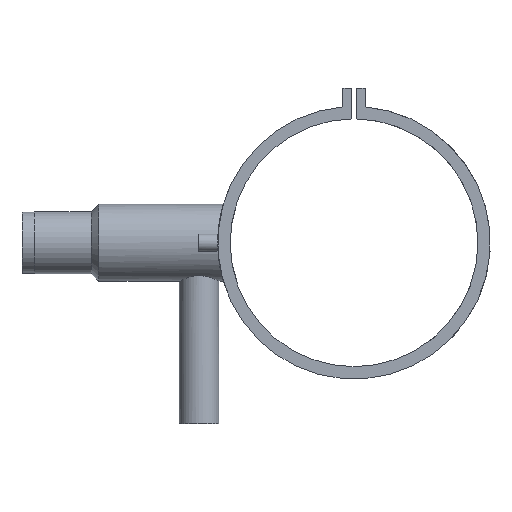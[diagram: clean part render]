
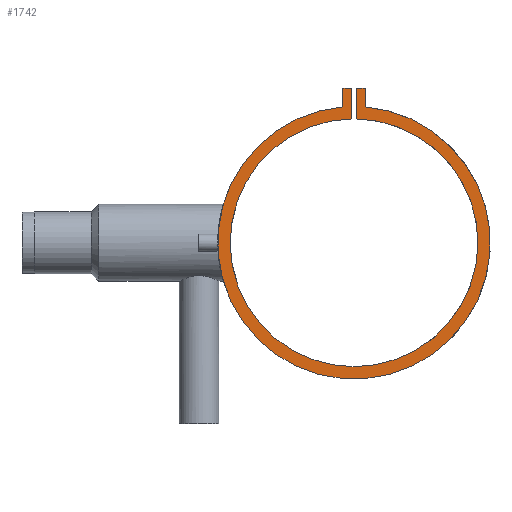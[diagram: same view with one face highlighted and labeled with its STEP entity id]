
A CAD part, left-side view. The second image highlights one B-rep face of the part: STEP entity #1742.
In plain terms, the highlighted planar face has unit normal (-1, 0, 0).
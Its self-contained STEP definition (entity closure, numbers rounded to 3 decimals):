
#64 = ORIENTED_EDGE ( 'NONE', *, *, #1754, .F. ) ;
#117 = CIRCLE ( 'NONE', #1505, 110. ) ;
#178 = VERTEX_POINT ( 'NONE', #1080 ) ;
#216 = DIRECTION ( 'NONE',  ( 0., -1., 0. ) ) ;
#221 = LINE ( 'NONE', #976, #1553 ) ;
#271 = LINE ( 'NONE', #1027, #325 ) ;
#325 = VECTOR ( 'NONE', #1777, 1000. ) ;
#328 = CARTESIAN_POINT ( 'NONE',  ( -69., -2., 124.631 ) ) ;
#380 = VERTEX_POINT ( 'NONE', #1217 ) ;
#394 = CARTESIAN_POINT ( 'NONE',  ( -69., -2., 124.631 ) ) ;
#415 = VERTEX_POINT ( 'NONE', #662 ) ;
#433 = ORIENTED_EDGE ( 'NONE', *, *, #863, .F. ) ;
#446 = ORIENTED_EDGE ( 'NONE', *, *, #826, .F. ) ;
#458 = CARTESIAN_POINT ( 'NONE',  ( -69., 0., 0. ) ) ;
#477 = VECTOR ( 'NONE', #1451, 1000. ) ;
#514 = CARTESIAN_POINT ( 'NONE',  ( -69., 9., 124.631 ) ) ;
#584 = CARTESIAN_POINT ( 'NONE',  ( -69., 9., 109.631 ) ) ;
#610 = DIRECTION ( 'NONE',  ( 1., 0., 0. ) ) ;
#644 = ORIENTED_EDGE ( 'NONE', *, *, #1019, .F. ) ;
#662 = CARTESIAN_POINT ( 'NONE',  ( -69., 9., 124.631 ) ) ;
#688 = CARTESIAN_POINT ( 'NONE',  ( -69., 0., 0. ) ) ;
#702 = CARTESIAN_POINT ( 'NONE',  ( -69., -2., 124.631 ) ) ;
#799 = VECTOR ( 'NONE', #1084, 1000. ) ;
#809 = ORIENTED_EDGE ( 'NONE', *, *, #2135, .F. ) ;
#821 = ORIENTED_EDGE ( 'NONE', *, *, #894, .F. ) ;
#826 = EDGE_CURVE ( 'NONE', #926, #1054, #916, .T. ) ;
#863 = EDGE_CURVE ( 'NONE', #1845, #178, #2392, .T. ) ;
#877 = EDGE_CURVE ( 'NONE', #1709, #415, #2203, .T. ) ;
#894 = EDGE_CURVE ( 'NONE', #1054, #1845, #2018, .T. ) ;
#916 = CIRCLE ( 'NONE', #2293, 100. ) ;
#926 = VERTEX_POINT ( 'NONE', #1094 ) ;
#976 = CARTESIAN_POINT ( 'NONE',  ( -69., -9., 124.631 ) ) ;
#1019 = EDGE_CURVE ( 'NONE', #415, #380, #1155, .T. ) ;
#1027 = CARTESIAN_POINT ( 'NONE',  ( -69., 2., 124.631 ) ) ;
#1054 = VERTEX_POINT ( 'NONE', #1917 ) ;
#1080 = CARTESIAN_POINT ( 'NONE',  ( -69., -9., 124.631 ) ) ;
#1084 = DIRECTION ( 'NONE',  ( 0., 0., 1. ) ) ;
#1094 = CARTESIAN_POINT ( 'NONE',  ( -69., 2., 99.98 ) ) ;
#1096 = EDGE_CURVE ( 'NONE', #1826, #1709, #117, .T. ) ;
#1155 = LINE ( 'NONE', #1905, #2373 ) ;
#1211 = DIRECTION ( 'NONE',  ( 1., 0., 0. ) ) ;
#1217 = CARTESIAN_POINT ( 'NONE',  ( -69., 2., 124.631 ) ) ;
#1265 = DIRECTION ( 'NONE',  ( 0., 0., 1. ) ) ;
#1313 = ORIENTED_EDGE ( 'NONE', *, *, #1096, .F. ) ;
#1363 = DIRECTION ( 'NONE',  ( 0., 0., -1. ) ) ;
#1397 = FACE_OUTER_BOUND ( 'NONE', #2146, .T. ) ;
#1438 = DIRECTION ( 'NONE',  ( -1., 0., 0. ) ) ;
#1451 = DIRECTION ( 'NONE',  ( 0., -1., 0. ) ) ;
#1505 = AXIS2_PLACEMENT_3D ( 'NONE', #2303, #610, #1363 ) ;
#1553 = VECTOR ( 'NONE', #1722, 1000. ) ;
#1709 = VERTEX_POINT ( 'NONE', #584 ) ;
#1722 = DIRECTION ( 'NONE',  ( 0., 0., -1. ) ) ;
#1742 = ADVANCED_FACE ( 'NONE', ( #1397 ), #2147, .F. ) ;
#1754 = EDGE_CURVE ( 'NONE', #380, #926, #271, .T. ) ;
#1777 = DIRECTION ( 'NONE',  ( 0., 0., -1. ) ) ;
#1826 = VERTEX_POINT ( 'NONE', #2459 ) ;
#1845 = VERTEX_POINT ( 'NONE', #394 ) ;
#1854 = VECTOR ( 'NONE', #1265, 1000. ) ;
#1905 = CARTESIAN_POINT ( 'NONE',  ( -69., 9., 124.631 ) ) ;
#1917 = CARTESIAN_POINT ( 'NONE',  ( -69., -2., 99.98 ) ) ;
#1960 = ORIENTED_EDGE ( 'NONE', *, *, #877, .F. ) ;
#1961 = DIRECTION ( 'NONE',  ( 0., 0., -1. ) ) ;
#2018 = LINE ( 'NONE', #328, #799 ) ;
#2135 = EDGE_CURVE ( 'NONE', #178, #1826, #221, .T. ) ;
#2146 = EDGE_LOOP ( 'NONE', ( #1313, #809, #433, #821, #446, #64, #644, #1960 ) ) ;
#2147 = PLANE ( 'NONE',  #2453 ) ;
#2189 = DIRECTION ( 'NONE',  ( 0., 0., -1. ) ) ;
#2203 = LINE ( 'NONE', #514, #1854 ) ;
#2293 = AXIS2_PLACEMENT_3D ( 'NONE', #688, #1438, #2189 ) ;
#2303 = CARTESIAN_POINT ( 'NONE',  ( -69., 0., 0. ) ) ;
#2373 = VECTOR ( 'NONE', #216, 1000. ) ;
#2392 = LINE ( 'NONE', #702, #477 ) ;
#2453 = AXIS2_PLACEMENT_3D ( 'NONE', #458, #1211, #1961 ) ;
#2459 = CARTESIAN_POINT ( 'NONE',  ( -69., -9., 109.631 ) ) ;
